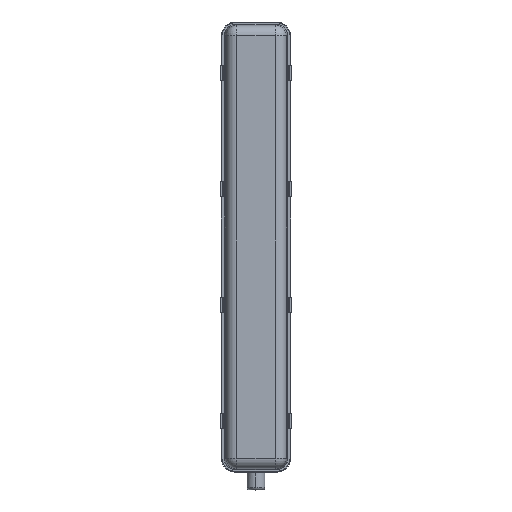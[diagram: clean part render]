
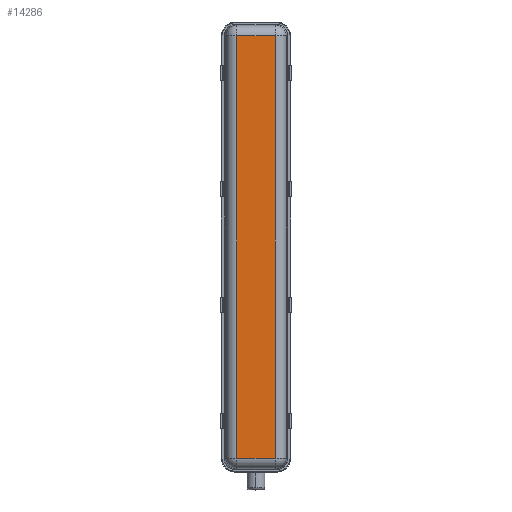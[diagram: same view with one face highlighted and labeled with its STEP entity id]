
A CAD part, top view. The second image highlights one B-rep face of the part: STEP entity #14286.
In plain terms, the highlighted face is planar.
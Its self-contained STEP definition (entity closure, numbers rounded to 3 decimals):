
#17 = VERTEX_POINT ( 'NONE', #24896 ) ;
#4228 = CARTESIAN_POINT ( 'NONE',  ( 180.75, -305.563, -63.756 ) ) ;
#4479 = FACE_OUTER_BOUND ( 'NONE', #18302, .T. ) ;
#5405 = DIRECTION ( 'NONE',  ( -1., 0., 0. ) ) ;
#6403 = CARTESIAN_POINT ( 'NONE',  ( 27.922, 305.563, -63.756 ) ) ;
#6768 = CARTESIAN_POINT ( 'NONE',  ( -27.922, 305.563, -63.756 ) ) ;
#9734 = CARTESIAN_POINT ( 'NONE',  ( 27.922, 305.563, -63.756 ) ) ;
#9997 = VECTOR ( 'NONE', #28903, 1000. ) ;
#10073 = VECTOR ( 'NONE', #29421, 1000. ) ;
#12169 = LINE ( 'NONE', #9734, #10073 ) ;
#12235 = EDGE_CURVE ( 'NONE', #30892, #27173, #17599, .T. ) ;
#13790 = EDGE_CURVE ( 'NONE', #16439, #17, #14183, .T. ) ;
#13805 = DIRECTION ( 'NONE',  ( 0., 0., 1. ) ) ;
#14157 = AXIS2_PLACEMENT_3D ( 'NONE', #6403, #13805, #21527 ) ;
#14183 = LINE ( 'NONE', #4228, #9997 ) ;
#14286 = ADVANCED_FACE ( 'NONE', ( #4479 ), #23958, .F. ) ;
#14702 = EDGE_CURVE ( 'NONE', #30892, #17, #12169, .T. ) ;
#15026 = VECTOR ( 'NONE', #5405, 1000. ) ;
#16439 = VERTEX_POINT ( 'NONE', #19966 ) ;
#17088 = VECTOR ( 'NONE', #26043, 1000. ) ;
#17599 = LINE ( 'NONE', #27525, #15026 ) ;
#18302 = EDGE_LOOP ( 'NONE', ( #26299, #24702, #22209, #18785 ) ) ;
#18785 = ORIENTED_EDGE ( 'NONE', *, *, #14702, .T. ) ;
#18882 = LINE ( 'NONE', #26198, #17088 ) ;
#19966 = CARTESIAN_POINT ( 'NONE',  ( -27.922, -305.563, -63.756 ) ) ;
#21527 = DIRECTION ( 'NONE',  ( -1., 0., 0. ) ) ;
#22209 = ORIENTED_EDGE ( 'NONE', *, *, #12235, .F. ) ;
#23344 = EDGE_CURVE ( 'NONE', #27173, #16439, #18882, .T. ) ;
#23958 = PLANE ( 'NONE',  #14157 ) ;
#24702 = ORIENTED_EDGE ( 'NONE', *, *, #23344, .F. ) ;
#24896 = CARTESIAN_POINT ( 'NONE',  ( 27.922, -305.563, -63.756 ) ) ;
#26043 = DIRECTION ( 'NONE',  ( 0., -1., 0. ) ) ;
#26198 = CARTESIAN_POINT ( 'NONE',  ( -27.922, 305.563, -63.756 ) ) ;
#26299 = ORIENTED_EDGE ( 'NONE', *, *, #13790, .F. ) ;
#27173 = VERTEX_POINT ( 'NONE', #6768 ) ;
#27525 = CARTESIAN_POINT ( 'NONE',  ( 27.922, 305.563, -63.756 ) ) ;
#28903 = DIRECTION ( 'NONE',  ( 1., 0., 0. ) ) ;
#29421 = DIRECTION ( 'NONE',  ( 0., -1., 0. ) ) ;
#29911 = CARTESIAN_POINT ( 'NONE',  ( 27.922, 305.563, -63.756 ) ) ;
#30892 = VERTEX_POINT ( 'NONE', #29911 ) ;
